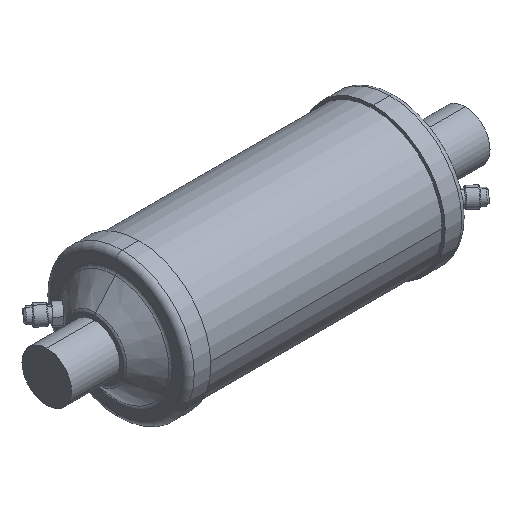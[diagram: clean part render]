
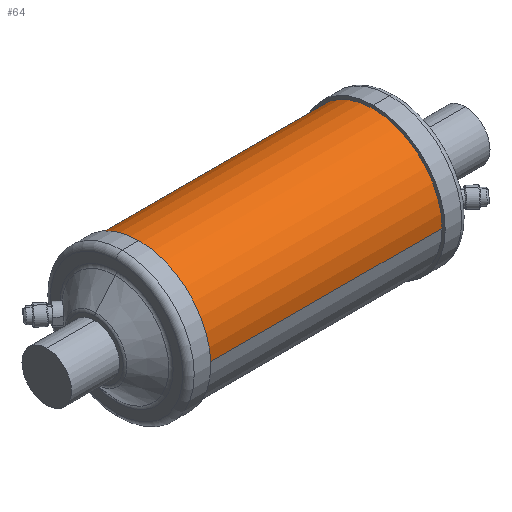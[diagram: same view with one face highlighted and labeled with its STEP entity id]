
A CAD part, isometric view. The second image highlights one B-rep face of the part: STEP entity #64.
In plain terms, the highlighted cylindrical face has radius 44.45 mm (diameter 88.9 mm), a partial arc.
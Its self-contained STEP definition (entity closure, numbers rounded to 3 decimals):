
#47 = CARTESIAN_POINT ( 'NONE',  ( -85.5, -44.45, 0. ) ) ;
#64 = ADVANCED_FACE ( 'NONE', ( #1289 ), #351, .T. ) ;
#70 = DIRECTION ( 'NONE',  ( 0., 0., 1. ) ) ;
#82 = ORIENTED_EDGE ( 'NONE', *, *, #2176, .F. ) ;
#101 = DIRECTION ( 'NONE',  ( -1., 0., 0. ) ) ;
#211 = CARTESIAN_POINT ( 'NONE',  ( 76.897, 0., 0. ) ) ;
#261 = CIRCLE ( 'NONE', #1415, 44.45 ) ;
#351 = CYLINDRICAL_SURFACE ( 'NONE', #1625, 44.45 ) ;
#384 = EDGE_CURVE ( 'NONE', #910, #2159, #261, .T. ) ;
#483 = DIRECTION ( 'NONE',  ( 1., 0., 0. ) ) ;
#519 = AXIS2_PLACEMENT_3D ( 'NONE', #1882, #101, #70 ) ;
#668 = EDGE_CURVE ( 'NONE', #1437, #2215, #1053, .T. ) ;
#798 = DIRECTION ( 'NONE',  ( 0., 0., -1. ) ) ;
#799 = ORIENTED_EDGE ( 'NONE', *, *, #668, .F. ) ;
#910 = VERTEX_POINT ( 'NONE', #2108 ) ;
#1049 = CARTESIAN_POINT ( 'NONE',  ( -85.5, 44.45, 0. ) ) ;
#1053 = CIRCLE ( 'NONE', #519, 44.45 ) ;
#1108 = CARTESIAN_POINT ( 'NONE',  ( -74.303, -44.45, 0. ) ) ;
#1279 = DIRECTION ( 'NONE',  ( 0., 1., 0. ) ) ;
#1289 = FACE_OUTER_BOUND ( 'NONE', #1900, .T. ) ;
#1415 = AXIS2_PLACEMENT_3D ( 'NONE', #211, #2190, #798 ) ;
#1437 = VERTEX_POINT ( 'NONE', #1108 ) ;
#1625 = AXIS2_PLACEMENT_3D ( 'NONE', #1895, #2246, #1279 ) ;
#1652 = CARTESIAN_POINT ( 'NONE',  ( 76.897, -44.45, 0. ) ) ;
#1679 = VECTOR ( 'NONE', #2173, 1000. ) ;
#1732 = ORIENTED_EDGE ( 'NONE', *, *, #1828, .T. ) ;
#1818 = LINE ( 'NONE', #1049, #1924 ) ;
#1828 = EDGE_CURVE ( 'NONE', #1437, #2159, #2397, .T. ) ;
#1882 = CARTESIAN_POINT ( 'NONE',  ( -74.303, 0., 0. ) ) ;
#1895 = CARTESIAN_POINT ( 'NONE',  ( -85.5, 0., 0. ) ) ;
#1900 = EDGE_LOOP ( 'NONE', ( #799, #1732, #2083, #82 ) ) ;
#1924 = VECTOR ( 'NONE', #483, 1000. ) ;
#2083 = ORIENTED_EDGE ( 'NONE', *, *, #384, .F. ) ;
#2108 = CARTESIAN_POINT ( 'NONE',  ( 76.897, 44.45, 0. ) ) ;
#2159 = VERTEX_POINT ( 'NONE', #1652 ) ;
#2173 = DIRECTION ( 'NONE',  ( 1., 0., 0. ) ) ;
#2176 = EDGE_CURVE ( 'NONE', #2215, #910, #1818, .T. ) ;
#2190 = DIRECTION ( 'NONE',  ( 1., 0., 0. ) ) ;
#2215 = VERTEX_POINT ( 'NONE', #2327 ) ;
#2246 = DIRECTION ( 'NONE',  ( 1., 0., 0. ) ) ;
#2327 = CARTESIAN_POINT ( 'NONE',  ( -74.303, 44.45, 0. ) ) ;
#2397 = LINE ( 'NONE', #47, #1679 ) ;
